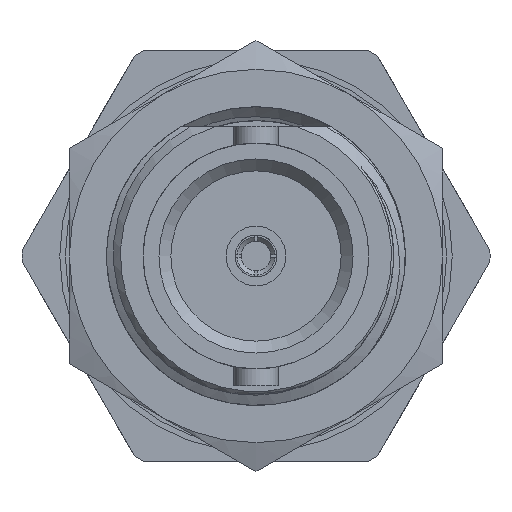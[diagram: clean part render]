
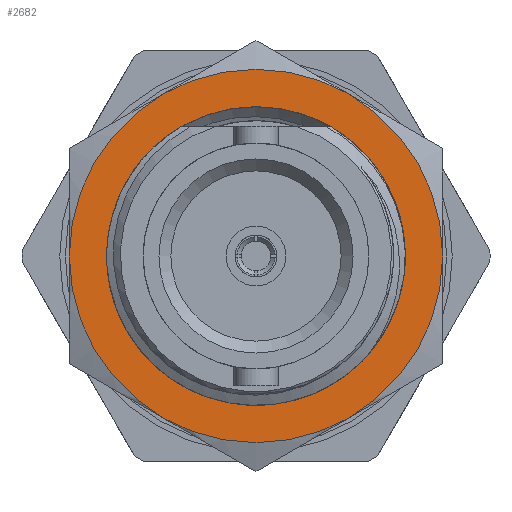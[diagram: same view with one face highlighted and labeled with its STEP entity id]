
A CAD part, left-side view. The second image highlights one B-rep face of the part: STEP entity #2682.
In plain terms, the highlighted planar face has unit normal (-1, 0, 0).
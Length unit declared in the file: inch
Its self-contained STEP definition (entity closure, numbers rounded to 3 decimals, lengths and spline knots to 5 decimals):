
#237 = DIRECTION ( 'NONE',  ( 0., 0., 1. ) ) ;
#947 = VERTEX_POINT ( 'NONE', #2879 ) ;
#967 = ORIENTED_EDGE ( 'NONE', *, *, #8037, .T. ) ;
#982 = EDGE_CURVE ( 'NONE', #17666, #11560, #14260, .T. ) ;
#1415 = DIRECTION ( 'NONE',  ( 0., 0., 1. ) ) ;
#1653 = EDGE_LOOP ( 'NONE', ( #12561, #11830, #6661, #967, #16405, #16105 ) ) ;
#2339 = CARTESIAN_POINT ( 'NONE',  ( 0.51143, 0.15625, -0.27063 ) ) ;
#2476 = CARTESIAN_POINT ( 'NONE',  ( 0.51143, 0., 0. ) ) ;
#2682 = ADVANCED_FACE ( 'NONE', ( #17407, #8881 ), #7134, .T. ) ;
#2694 = CARTESIAN_POINT ( 'NONE',  ( 0.51143, 0., 0. ) ) ;
#2760 = DIRECTION ( 'NONE',  ( 0., 0., 1. ) ) ;
#2879 = CARTESIAN_POINT ( 'NONE',  ( 0.51143, -0.15625, -0.27063 ) ) ;
#2942 = CARTESIAN_POINT ( 'NONE',  ( 0.51143, 0., 0. ) ) ;
#3024 = CARTESIAN_POINT ( 'NONE',  ( 0.51143, 0., 0. ) ) ;
#3058 = DIRECTION ( 'NONE',  ( -1., 0., 0. ) ) ;
#3618 = VERTEX_POINT ( 'NONE', #19667 ) ;
#3790 = AXIS2_PLACEMENT_3D ( 'NONE', #2694, #5613, #2760 ) ;
#3957 = EDGE_CURVE ( 'NONE', #19446, #3618, #6470, .T. ) ;
#4499 = DIRECTION ( 'NONE',  ( 0., 0., 1. ) ) ;
#5613 = DIRECTION ( 'NONE',  ( -1., 0., 0. ) ) ;
#5664 = EDGE_CURVE ( 'NONE', #19867, #17666, #14926, .T. ) ;
#5745 = CARTESIAN_POINT ( 'NONE',  ( 0.51143, 0., 0. ) ) ;
#5787 = CARTESIAN_POINT ( 'NONE',  ( 0.51143, 0., 0. ) ) ;
#5989 = DIRECTION ( 'NONE',  ( 0., 0., 1. ) ) ;
#6470 = CIRCLE ( 'NONE', #14836, 0.25 ) ;
#6530 = AXIS2_PLACEMENT_3D ( 'NONE', #5745, #10586, #16814 ) ;
#6661 = ORIENTED_EDGE ( 'NONE', *, *, #982, .T. ) ;
#6779 = EDGE_CURVE ( 'NONE', #14939, #18242, #19199, .T. ) ;
#7134 = PLANE ( 'NONE',  #3790 ) ;
#7226 = AXIS2_PLACEMENT_3D ( 'NONE', #2942, #18579, #13748 ) ;
#7544 = CIRCLE ( 'NONE', #7752, 0.3125 ) ;
#7723 = AXIS2_PLACEMENT_3D ( 'NONE', #16357, #13334, #19492 ) ;
#7752 = AXIS2_PLACEMENT_3D ( 'NONE', #5787, #16792, #5989 ) ;
#7926 = CIRCLE ( 'NONE', #11666, 0.25 ) ;
#8037 = EDGE_CURVE ( 'NONE', #11560, #947, #18939, .T. ) ;
#8256 = CIRCLE ( 'NONE', #7226, 0.3125 ) ;
#8783 = EDGE_LOOP ( 'NONE', ( #11821, #15072 ) ) ;
#8881 = FACE_OUTER_BOUND ( 'NONE', #1653, .T. ) ;
#8970 = DIRECTION ( 'NONE',  ( -1., 0., 0. ) ) ;
#10115 = AXIS2_PLACEMENT_3D ( 'NONE', #3024, #8970, #4499 ) ;
#10236 = CARTESIAN_POINT ( 'NONE',  ( 0.51143, -0.18024, -0.17324 ) ) ;
#10586 = DIRECTION ( 'NONE',  ( -1., 0., 0. ) ) ;
#10630 = CARTESIAN_POINT ( 'NONE',  ( 0.51143, 0.15625, 0.27063 ) ) ;
#11560 = VERTEX_POINT ( 'NONE', #2339 ) ;
#11666 = AXIS2_PLACEMENT_3D ( 'NONE', #18346, #3058, #1415 ) ;
#11789 = DIRECTION ( 'NONE',  ( 0., 0., 1. ) ) ;
#11821 = ORIENTED_EDGE ( 'NONE', *, *, #18525, .F. ) ;
#11830 = ORIENTED_EDGE ( 'NONE', *, *, #5664, .T. ) ;
#11925 = EDGE_CURVE ( 'NONE', #947, #14939, #7544, .T. ) ;
#12561 = ORIENTED_EDGE ( 'NONE', *, *, #14016, .T. ) ;
#13334 = DIRECTION ( 'NONE',  ( -1., 0., 0. ) ) ;
#13748 = DIRECTION ( 'NONE',  ( 0., 0., 1. ) ) ;
#14016 = EDGE_CURVE ( 'NONE', #18242, #19867, #8256, .T. ) ;
#14260 = CIRCLE ( 'NONE', #10115, 0.3125 ) ;
#14506 = CARTESIAN_POINT ( 'NONE',  ( 0.51143, 0.3125, 0. ) ) ;
#14836 = AXIS2_PLACEMENT_3D ( 'NONE', #2476, #14874, #11789 ) ;
#14874 = DIRECTION ( 'NONE',  ( -1., 0., 0. ) ) ;
#14926 = CIRCLE ( 'NONE', #18565, 0.3125 ) ;
#14939 = VERTEX_POINT ( 'NONE', #19489 ) ;
#15072 = ORIENTED_EDGE ( 'NONE', *, *, #3957, .F. ) ;
#16105 = ORIENTED_EDGE ( 'NONE', *, *, #6779, .T. ) ;
#16357 = CARTESIAN_POINT ( 'NONE',  ( 0.51143, 0., 0. ) ) ;
#16405 = ORIENTED_EDGE ( 'NONE', *, *, #11925, .T. ) ;
#16792 = DIRECTION ( 'NONE',  ( -1., 0., 0. ) ) ;
#16814 = DIRECTION ( 'NONE',  ( 0., 0., 1. ) ) ;
#17407 = FACE_BOUND ( 'NONE', #8783, .T. ) ;
#17666 = VERTEX_POINT ( 'NONE', #14506 ) ;
#18242 = VERTEX_POINT ( 'NONE', #19646 ) ;
#18346 = CARTESIAN_POINT ( 'NONE',  ( 0.51143, 0., 0. ) ) ;
#18525 = EDGE_CURVE ( 'NONE', #3618, #19446, #7926, .T. ) ;
#18565 = AXIS2_PLACEMENT_3D ( 'NONE', #18655, #19892, #237 ) ;
#18579 = DIRECTION ( 'NONE',  ( -1., 0., 0. ) ) ;
#18655 = CARTESIAN_POINT ( 'NONE',  ( 0.51143, 0., 0. ) ) ;
#18939 = CIRCLE ( 'NONE', #6530, 0.3125 ) ;
#19199 = CIRCLE ( 'NONE', #7723, 0.3125 ) ;
#19446 = VERTEX_POINT ( 'NONE', #10236 ) ;
#19489 = CARTESIAN_POINT ( 'NONE',  ( 0.51143, -0.3125, 0. ) ) ;
#19492 = DIRECTION ( 'NONE',  ( 0., 0., 1. ) ) ;
#19646 = CARTESIAN_POINT ( 'NONE',  ( 0.51143, -0.15625, 0.27063 ) ) ;
#19667 = CARTESIAN_POINT ( 'NONE',  ( 0.51143, -0.24995, 0.00495 ) ) ;
#19867 = VERTEX_POINT ( 'NONE', #10630 ) ;
#19892 = DIRECTION ( 'NONE',  ( -1., 0., 0. ) ) ;
